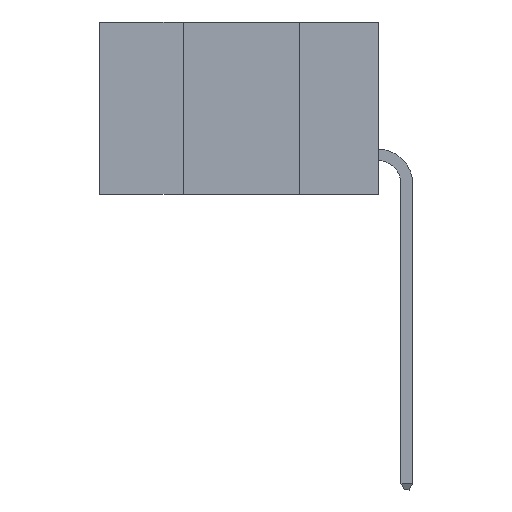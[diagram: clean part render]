
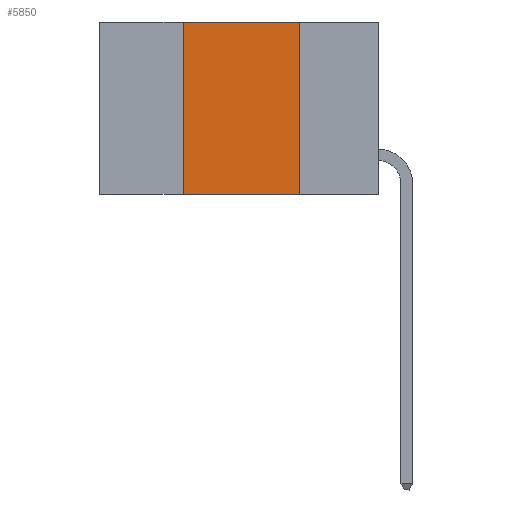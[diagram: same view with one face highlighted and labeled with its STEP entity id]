
A CAD part, left-side view. The second image highlights one B-rep face of the part: STEP entity #5850.
In plain terms, the highlighted planar face has unit normal (-1, 0, 0).
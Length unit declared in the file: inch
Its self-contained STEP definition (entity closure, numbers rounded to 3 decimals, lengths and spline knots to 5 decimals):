
#701 = LINE ( 'NONE', #4548, #2982 ) ;
#1217 = CARTESIAN_POINT ( 'NONE',  ( 0., 0.17, 0. ) ) ;
#1481 = CARTESIAN_POINT ( 'NONE',  ( 0., 0.6, 0. ) ) ;
#1562 = VERTEX_POINT ( 'NONE', #18919 ) ;
#2364 = LINE ( 'NONE', #30185, #4267 ) ;
#2982 = VECTOR ( 'NONE', #9646, 39.37008 ) ;
#4267 = VECTOR ( 'NONE', #18392, 39.37008 ) ;
#4528 = EDGE_CURVE ( 'NONE', #20692, #12437, #11338, .T. ) ;
#4548 = CARTESIAN_POINT ( 'NONE',  ( 0., 0.17, 0. ) ) ;
#4803 = EDGE_CURVE ( 'NONE', #12437, #7634, #701, .T. ) ;
#5265 = VECTOR ( 'NONE', #27772, 39.37008 ) ;
#5850 = ADVANCED_FACE ( 'NONE', ( #28294 ), #24037, .F. ) ;
#7634 = VERTEX_POINT ( 'NONE', #28120 ) ;
#8123 = CARTESIAN_POINT ( 'NONE',  ( 0., 0.6, -0.37 ) ) ;
#8591 = EDGE_CURVE ( 'NONE', #1562, #20692, #2364, .T. ) ;
#8826 = AXIS2_PLACEMENT_3D ( 'NONE', #24153, #14396, #9239 ) ;
#9239 = DIRECTION ( 'NONE',  ( 0., 0., -1. ) ) ;
#9646 = DIRECTION ( 'NONE',  ( 0., 0., -1. ) ) ;
#10115 = EDGE_LOOP ( 'NONE', ( #23896, #16537, #19056, #25143 ) ) ;
#11338 = LINE ( 'NONE', #1481, #30304 ) ;
#12437 = VERTEX_POINT ( 'NONE', #1217 ) ;
#14396 = DIRECTION ( 'NONE',  ( 1., 0., 0. ) ) ;
#15878 = DIRECTION ( 'NONE',  ( 0., -1., 0. ) ) ;
#16537 = ORIENTED_EDGE ( 'NONE', *, *, #4528, .F. ) ;
#17786 = LINE ( 'NONE', #8123, #5265 ) ;
#18392 = DIRECTION ( 'NONE',  ( 0., 0., 1. ) ) ;
#18919 = CARTESIAN_POINT ( 'NONE',  ( 0., 0.42, -0.37 ) ) ;
#19056 = ORIENTED_EDGE ( 'NONE', *, *, #8591, .F. ) ;
#20692 = VERTEX_POINT ( 'NONE', #29390 ) ;
#20872 = EDGE_CURVE ( 'NONE', #1562, #7634, #17786, .T. ) ;
#23896 = ORIENTED_EDGE ( 'NONE', *, *, #4803, .F. ) ;
#24037 = PLANE ( 'NONE',  #8826 ) ;
#24153 = CARTESIAN_POINT ( 'NONE',  ( 0., 0.6, 0. ) ) ;
#25143 = ORIENTED_EDGE ( 'NONE', *, *, #20872, .T. ) ;
#27772 = DIRECTION ( 'NONE',  ( 0., -1., 0. ) ) ;
#28120 = CARTESIAN_POINT ( 'NONE',  ( 0., 0.17, -0.37 ) ) ;
#28294 = FACE_OUTER_BOUND ( 'NONE', #10115, .T. ) ;
#29390 = CARTESIAN_POINT ( 'NONE',  ( 0., 0.42, 0. ) ) ;
#30185 = CARTESIAN_POINT ( 'NONE',  ( 0., 0.42, 0. ) ) ;
#30304 = VECTOR ( 'NONE', #15878, 39.37008 ) ;
